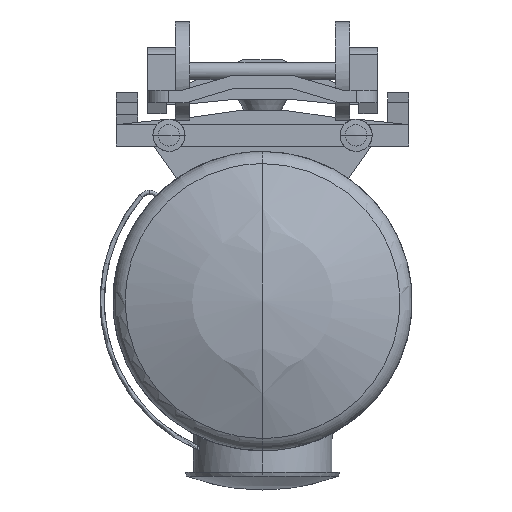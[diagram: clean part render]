
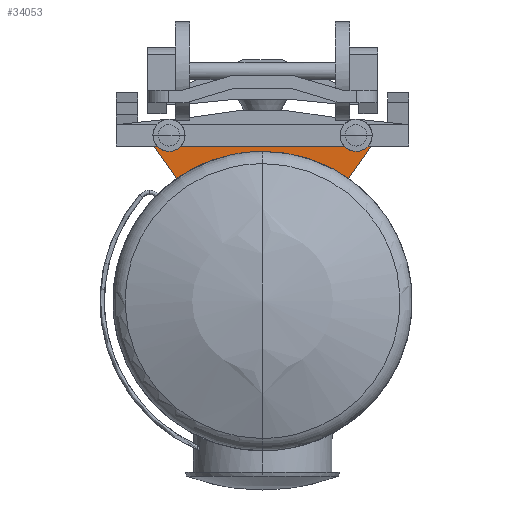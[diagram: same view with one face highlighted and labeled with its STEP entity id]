
A CAD part, left-side view. The second image highlights one B-rep face of the part: STEP entity #34053.
In plain terms, the highlighted planar face has unit normal (-1, 0, 0).
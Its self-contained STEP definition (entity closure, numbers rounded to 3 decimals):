
#27 = CARTESIAN_POINT ( 'NONE',  ( -13854.822, 944.536, -1261.062 ) ) ;
#94 = CARTESIAN_POINT ( 'NONE',  ( -13854.822, -142.328, -1216.798 ) ) ;
#318 = CARTESIAN_POINT ( 'NONE',  ( -13854.822, 803.007, -1463.187 ) ) ;
#1036 = B_SPLINE_CURVE_WITH_KNOTS ( 'NONE', 3,
 ( #11354, #19010, #8654, #29836, #30006, #5810, #6153, #2781, #21858, #19709, #13677, #22220, #2606, #19352, #94, #24333, #27337, #19535 ),
 .UNSPECIFIED., .F., .F.,
 ( 4, 2, 2, 2, 2, 2, 2, 2, 4 ),
 ( 0., 0.125, 0.25, 0.375, 0.5, 0.625, 0.75, 0.875, 1. ),
 .UNSPECIFIED. ) ;
#1827 = FACE_OUTER_BOUND ( 'NONE', #30694, .T. ) ;
#2511 = CARTESIAN_POINT ( 'NONE',  ( -13854.822, -803.007, -1463.187 ) ) ;
#2606 = CARTESIAN_POINT ( 'NONE',  ( -13854.822, -248.192, -1231.715 ) ) ;
#2781 = CARTESIAN_POINT ( 'NONE',  ( -13854.822, -488.548, -1297.525 ) ) ;
#4331 = B_SPLINE_CURVE_WITH_KNOTS ( 'NONE', 3,
 ( #33017, #11131, #22003, #8617 ),
 .UNSPECIFIED., .F., .F.,
 ( 4, 4 ),
 ( 0., 1. ),
 .UNSPECIFIED. ) ;
#5388 = DIRECTION ( 'NONE',  ( 0., 1., 0. ) ) ;
#5810 = CARTESIAN_POINT ( 'NONE',  ( -13854.822, -587.245, -1338.618 ) ) ;
#6124 = B_SPLINE_CURVE_WITH_KNOTS ( 'NONE', 3,
 ( #32762, #11238, #16403, #10546, #8019, #13555, #18888, #29709, #16230, #27392, #35240, #21734, #32586, #8192, #19059, #21396, #19231, #318 ),
 .UNSPECIFIED., .F., .F.,
 ( 4, 2, 2, 2, 2, 2, 2, 2, 4 ),
 ( 0., 0.125, 0.25, 0.375, 0.5, 0.625, 0.75, 0.875, 1. ),
 .UNSPECIFIED. ) ;
#6147 = AXIS2_PLACEMENT_3D ( 'NONE', #24434, #10926, #5388 ) ;
#6153 = CARTESIAN_POINT ( 'NONE',  ( -13854.822, -554.684, -1324.078 ) ) ;
#6602 = EDGE_CURVE ( 'NONE', #34888, #23641, #11631, .T. ) ;
#7353 = VERTEX_POINT ( 'NONE', #26948 ) ;
#7714 = CARTESIAN_POINT ( 'NONE',  ( -13854.822, -803.007, -1463.187 ) ) ;
#7924 = EDGE_CURVE ( 'NONE', #18317, #13163, #6124, .T. ) ;
#8019 = CARTESIAN_POINT ( 'NONE',  ( -13854.822, 177.754, -1220.873 ) ) ;
#8192 = CARTESIAN_POINT ( 'NONE',  ( -13854.822, 651.163, -1370.139 ) ) ;
#8617 = CARTESIAN_POINT ( 'NONE',  ( -13854.822, -1015.301, -1160. ) ) ;
#8654 = CARTESIAN_POINT ( 'NONE',  ( -13854.822, -743.847, -1423.425 ) ) ;
#10546 = CARTESIAN_POINT ( 'NONE',  ( -13854.822, 142.328, -1216.798 ) ) ;
#10601 = CARTESIAN_POINT ( 'NONE',  ( -13854.822, 803.007, -1463.187 ) ) ;
#10926 = DIRECTION ( 'NONE',  ( 1., 0., 0. ) ) ;
#11131 = CARTESIAN_POINT ( 'NONE',  ( -13854.822, 338.434, -1160. ) ) ;
#11238 = CARTESIAN_POINT ( 'NONE',  ( -13854.822, 35.634, -1210. ) ) ;
#11354 = CARTESIAN_POINT ( 'NONE',  ( -13854.822, -803.007, -1463.187 ) ) ;
#11631 = B_SPLINE_CURVE_WITH_KNOTS ( 'NONE', 3,
 ( #28884, #26381, #21267, #7714 ),
 .UNSPECIFIED., .F., .F.,
 ( 4, 4 ),
 ( 0., 1. ),
 .UNSPECIFIED. ) ;
#13163 = VERTEX_POINT ( 'NONE', #33479 ) ;
#13338 = ORIENTED_EDGE ( 'NONE', *, *, #29295, .F. ) ;
#13555 = CARTESIAN_POINT ( 'NONE',  ( -13854.822, 248.192, -1231.715 ) ) ;
#13600 = CARTESIAN_POINT ( 'NONE',  ( -13854.822, -1015.301, -1160. ) ) ;
#13677 = CARTESIAN_POINT ( 'NONE',  ( -13854.822, -352.61, -1254.664 ) ) ;
#16230 = CARTESIAN_POINT ( 'NONE',  ( -13854.822, 387.004, -1264.081 ) ) ;
#16403 = CARTESIAN_POINT ( 'NONE',  ( -13854.822, 71.268, -1211.361 ) ) ;
#18212 = EDGE_CURVE ( 'NONE', #7353, #13163, #30556, .T. ) ;
#18317 = VERTEX_POINT ( 'NONE', #30458 ) ;
#18888 = CARTESIAN_POINT ( 'NONE',  ( -13854.822, 283.204, -1238.481 ) ) ;
#19010 = CARTESIAN_POINT ( 'NONE',  ( -13854.822, -773.818, -1442.748 ) ) ;
#19059 = CARTESIAN_POINT ( 'NONE',  ( -13854.822, 682.52, -1387.12 ) ) ;
#19231 = CARTESIAN_POINT ( 'NONE',  ( -13854.822, 773.818, -1442.748 ) ) ;
#19352 = CARTESIAN_POINT ( 'NONE',  ( -13854.822, -177.754, -1220.873 ) ) ;
#19535 = CARTESIAN_POINT ( 'NONE',  ( -13854.822, 0., -1210. ) ) ;
#19709 = CARTESIAN_POINT ( 'NONE',  ( -13854.822, -387.004, -1264.081 ) ) ;
#19956 = ORIENTED_EDGE ( 'NONE', *, *, #34561, .F. ) ;
#21267 = CARTESIAN_POINT ( 'NONE',  ( -13854.822, -873.772, -1362.125 ) ) ;
#21396 = CARTESIAN_POINT ( 'NONE',  ( -13854.822, 743.847, -1423.425 ) ) ;
#21689 = ORIENTED_EDGE ( 'NONE', *, *, #18212, .T. ) ;
#21734 = CARTESIAN_POINT ( 'NONE',  ( -13854.822, 554.684, -1324.078 ) ) ;
#21858 = CARTESIAN_POINT ( 'NONE',  ( -13854.822, -454.973, -1285.512 ) ) ;
#22003 = CARTESIAN_POINT ( 'NONE',  ( -13854.822, -338.434, -1160. ) ) ;
#22220 = CARTESIAN_POINT ( 'NONE',  ( -13854.822, -283.204, -1238.481 ) ) ;
#23401 = PLANE ( 'NONE',  #6147 ) ;
#23641 = VERTEX_POINT ( 'NONE', #2511 ) ;
#24109 = ORIENTED_EDGE ( 'NONE', *, *, #7924, .F. ) ;
#24333 = CARTESIAN_POINT ( 'NONE',  ( -13854.822, -71.268, -1211.361 ) ) ;
#24434 = CARTESIAN_POINT ( 'NONE',  ( -13854.822, 0., -2610. ) ) ;
#26381 = CARTESIAN_POINT ( 'NONE',  ( -13854.822, -944.536, -1261.062 ) ) ;
#26576 = CARTESIAN_POINT ( 'NONE',  ( -13854.822, 873.772, -1362.125 ) ) ;
#26948 = CARTESIAN_POINT ( 'NONE',  ( -13854.822, 1015.301, -1160. ) ) ;
#27337 = CARTESIAN_POINT ( 'NONE',  ( -13854.822, -35.634, -1210. ) ) ;
#27392 = CARTESIAN_POINT ( 'NONE',  ( -13854.822, 454.973, -1285.512 ) ) ;
#28884 = CARTESIAN_POINT ( 'NONE',  ( -13854.822, -1015.301, -1160. ) ) ;
#29295 = EDGE_CURVE ( 'NONE', #23641, #18317, #1036, .T. ) ;
#29709 = CARTESIAN_POINT ( 'NONE',  ( -13854.822, 352.61, -1254.664 ) ) ;
#29836 = CARTESIAN_POINT ( 'NONE',  ( -13854.822, -682.52, -1387.12 ) ) ;
#30006 = CARTESIAN_POINT ( 'NONE',  ( -13854.822, -651.163, -1370.139 ) ) ;
#30458 = CARTESIAN_POINT ( 'NONE',  ( -13854.822, 0., -1210. ) ) ;
#30556 = B_SPLINE_CURVE_WITH_KNOTS ( 'NONE', 3,
 ( #32290, #27, #26576, #10601 ),
 .UNSPECIFIED., .F., .F.,
 ( 4, 4 ),
 ( 0., 1. ),
 .UNSPECIFIED. ) ;
#30694 = EDGE_LOOP ( 'NONE', ( #24109, #13338, #32895, #19956, #21689 ) ) ;
#32290 = CARTESIAN_POINT ( 'NONE',  ( -13854.822, 1015.301, -1160. ) ) ;
#32586 = CARTESIAN_POINT ( 'NONE',  ( -13854.822, 587.245, -1338.618 ) ) ;
#32762 = CARTESIAN_POINT ( 'NONE',  ( -13854.822, 0., -1210. ) ) ;
#32895 = ORIENTED_EDGE ( 'NONE', *, *, #6602, .F. ) ;
#33017 = CARTESIAN_POINT ( 'NONE',  ( -13854.822, 1015.301, -1160. ) ) ;
#33479 = CARTESIAN_POINT ( 'NONE',  ( -13854.822, 803.007, -1463.187 ) ) ;
#34053 = ADVANCED_FACE ( 'NONE', ( #1827 ), #23401, .F. ) ;
#34561 = EDGE_CURVE ( 'NONE', #7353, #34888, #4331, .T. ) ;
#34888 = VERTEX_POINT ( 'NONE', #13600 ) ;
#35240 = CARTESIAN_POINT ( 'NONE',  ( -13854.822, 488.548, -1297.525 ) ) ;
